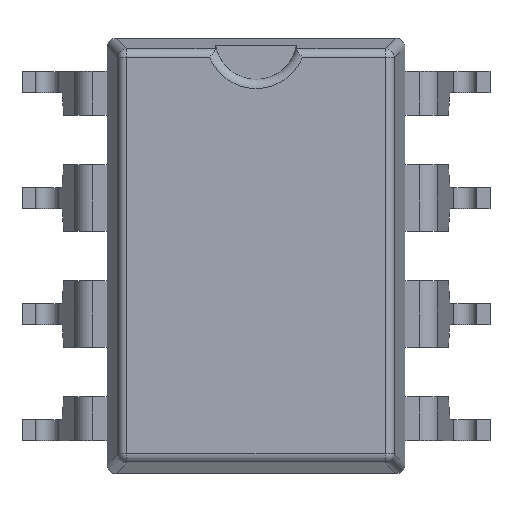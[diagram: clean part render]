
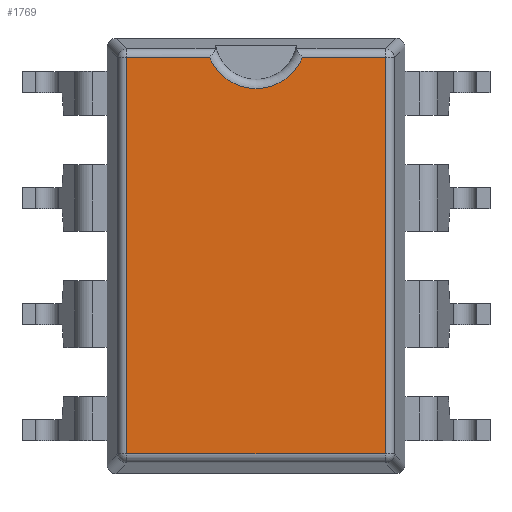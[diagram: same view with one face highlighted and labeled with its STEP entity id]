
A CAD part, top view. The second image highlights one B-rep face of the part: STEP entity #1769.
In plain terms, the highlighted face is planar.
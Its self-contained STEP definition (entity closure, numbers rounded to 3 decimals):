
#584=DIRECTION('',(0.,0.,1.));
#585=VECTOR('',#584,5.664);
#586=CARTESIAN_POINT('',(-4.335,1.475,-2.832));
#587=LINE('',#586,#585);
#598=CARTESIAN_POINT('',(4.763,1.475,0.));
#599=DIRECTION('',(0.,1.,0.));
#600=DIRECTION('',(-0.389,0.,-0.921));
#601=AXIS2_PLACEMENT_3D('',#598,#599,#600);
#658=DIRECTION('',(0.,0.,-1.));
#659=VECTOR('',#658,1.819);
#660=CARTESIAN_POINT('',(4.335,1.475,-1.013));
#661=LINE('',#660,#659);
#696=DIRECTION('',(-1.,0.,0.));
#697=VECTOR('',#696,8.669);
#698=CARTESIAN_POINT('',(4.335,1.475,-2.832));
#699=LINE('',#698,#697);
#718=DIRECTION('',(0.,0.,-1.));
#719=VECTOR('',#718,1.819);
#720=CARTESIAN_POINT('',(4.335,1.475,2.832));
#721=LINE('',#720,#719);
#1241=DIRECTION('',(1.,0.,0.));
#1242=VECTOR('',#1241,8.669);
#1243=CARTESIAN_POINT('',(-4.335,1.475,2.832));
#1244=LINE('',#1243,#1242);
#1255=CARTESIAN_POINT('',(4.335,1.475,-2.832));
#1256=CARTESIAN_POINT('',(-4.335,1.475,-2.832));
#1257=VERTEX_POINT('',#1255);
#1258=VERTEX_POINT('',#1256);
#1263=CARTESIAN_POINT('',(-4.335,1.475,2.832));
#1264=VERTEX_POINT('',#1263);
#1269=CARTESIAN_POINT('',(4.335,1.475,2.832));
#1270=VERTEX_POINT('',#1269);
#1371=CARTESIAN_POINT('',(4.335,1.475,-1.013));
#1372=VERTEX_POINT('',#1371);
#1375=CARTESIAN_POINT('',(4.335,1.475,1.013));
#1376=VERTEX_POINT('',#1375);
#1751=CARTESIAN_POINT('',(0.,1.475,0.));
#1752=DIRECTION('',(0.,1.,0.));
#1753=DIRECTION('',(1.,0.,0.));
#1754=AXIS2_PLACEMENT_3D('',#1751,#1752,#1753);
#1755=PLANE('',#1754);
#1757=ORIENTED_EDGE('',*,*,#1756,.T.);
#1759=ORIENTED_EDGE('',*,*,#1758,.F.);
#1761=ORIENTED_EDGE('',*,*,#1760,.F.);
#1762=ORIENTED_EDGE('',*,*,#1742,.F.);
#1764=ORIENTED_EDGE('',*,*,#1763,.F.);
#1766=ORIENTED_EDGE('',*,*,#1765,.F.);
#1767=EDGE_LOOP('',(#1757,#1759,#1761,#1762,#1764,#1766));
#1768=FACE_OUTER_BOUND('',#1767,.F.);
#1769=ADVANCED_FACE('',(#1768),#1755,.T.);
#602=CIRCLE('',#601,1.1);
#1742=EDGE_CURVE('',#1258,#1264,#587,.T.);
#1756=EDGE_CURVE('',#1372,#1376,#602,.T.);
#1758=EDGE_CURVE('',#1270,#1376,#721,.T.);
#1760=EDGE_CURVE('',#1264,#1270,#1244,.T.);
#1763=EDGE_CURVE('',#1257,#1258,#699,.T.);
#1765=EDGE_CURVE('',#1372,#1257,#661,.T.);
